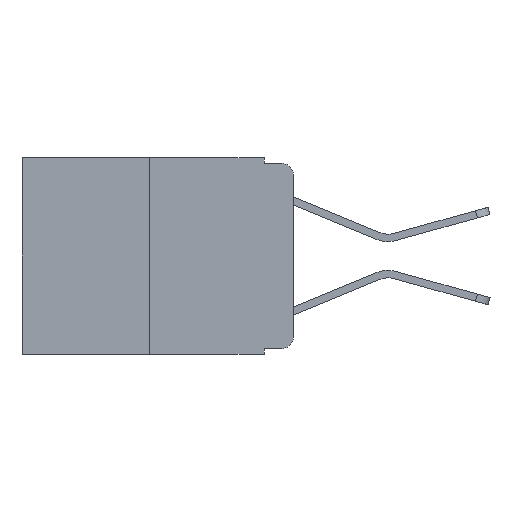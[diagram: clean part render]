
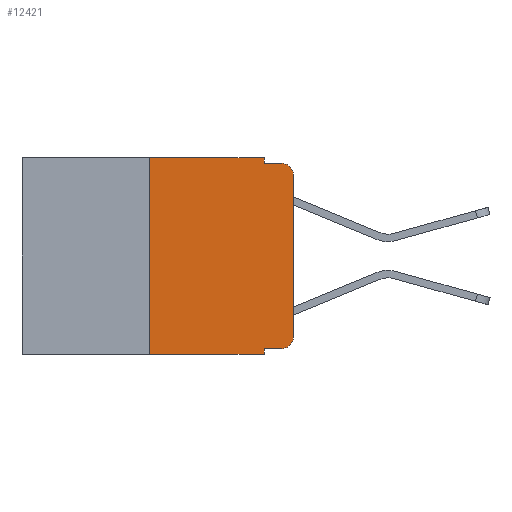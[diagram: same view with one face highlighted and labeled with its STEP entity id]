
A CAD part, left-side view. The second image highlights one B-rep face of the part: STEP entity #12421.
In plain terms, the highlighted planar face has unit normal (-1, 0, 0).
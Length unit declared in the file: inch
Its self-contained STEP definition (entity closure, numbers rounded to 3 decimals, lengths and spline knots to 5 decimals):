
#246 = CARTESIAN_POINT ( 'NONE',  ( 0., 0.051, -0.333 ) ) ;
#267 = AXIS2_PLACEMENT_3D ( 'NONE', #6285, #2775, #6521 ) ;
#554 = CARTESIAN_POINT ( 'NONE',  ( 0., 0., -0.03 ) ) ;
#1172 = DIRECTION ( 'NONE',  ( -1., 0., 0. ) ) ;
#1252 = DIRECTION ( 'NONE',  ( 0., 0., -1. ) ) ;
#1302 = DIRECTION ( 'NONE',  ( 1., 0., 0. ) ) ;
#1310 = CIRCLE ( 'NONE', #24099, 0.02 ) ;
#1389 = VECTOR ( 'NONE', #7536, 39.37008 ) ;
#1497 = ORIENTED_EDGE ( 'NONE', *, *, #11634, .T. ) ;
#1646 = EDGE_CURVE ( 'NONE', #18767, #20118, #16122, .T. ) ;
#1830 = ORIENTED_EDGE ( 'NONE', *, *, #21835, .T. ) ;
#2101 = DIRECTION ( 'NONE',  ( 0., -1., 0. ) ) ;
#2288 = EDGE_CURVE ( 'NONE', #13805, #18381, #4768, .T. ) ;
#2480 = LINE ( 'NONE', #14412, #7136 ) ;
#2576 = VECTOR ( 'NONE', #1252, 39.37008 ) ;
#2744 = CARTESIAN_POINT ( 'NONE',  ( 0., 0.25, -0.343 ) ) ;
#2775 = DIRECTION ( 'NONE',  ( -1., 0., 0. ) ) ;
#2971 = ORIENTED_EDGE ( 'NONE', *, *, #2288, .F. ) ;
#3071 = CARTESIAN_POINT ( 'NONE',  ( 0., 0.473, 0. ) ) ;
#3802 = VECTOR ( 'NONE', #2101, 39.37008 ) ;
#4665 = ORIENTED_EDGE ( 'NONE', *, *, #5317, .T. ) ;
#4768 = LINE ( 'NONE', #4814, #16395 ) ;
#4814 = CARTESIAN_POINT ( 'NONE',  ( 0., 0.473, 0. ) ) ;
#5147 = DIRECTION ( 'NONE',  ( 0., 0., -1. ) ) ;
#5317 = EDGE_CURVE ( 'NONE', #6116, #20118, #5936, .T. ) ;
#5650 = VECTOR ( 'NONE', #9885, 39.37008 ) ;
#5936 = LINE ( 'NONE', #17303, #5650 ) ;
#6116 = VERTEX_POINT ( 'NONE', #2744 ) ;
#6133 = VERTEX_POINT ( 'NONE', #10529 ) ;
#6285 = CARTESIAN_POINT ( 'NONE',  ( 0., 0.02, -0.313 ) ) ;
#6521 = DIRECTION ( 'NONE',  ( 0., 0., -1. ) ) ;
#6701 = EDGE_CURVE ( 'NONE', #18381, #7943, #17431, .T. ) ;
#6870 = LINE ( 'NONE', #9987, #18239 ) ;
#7136 = VECTOR ( 'NONE', #14500, 39.37008 ) ;
#7536 = DIRECTION ( 'NONE',  ( 0., -1., 0. ) ) ;
#7578 = DIRECTION ( 'NONE',  ( 0., 0., -1. ) ) ;
#7602 = EDGE_CURVE ( 'NONE', #6116, #13805, #6870, .T. ) ;
#7943 = VERTEX_POINT ( 'NONE', #12321 ) ;
#9683 = FACE_OUTER_BOUND ( 'NONE', #19864, .T. ) ;
#9885 = DIRECTION ( 'NONE',  ( 0., -1., 0. ) ) ;
#9987 = CARTESIAN_POINT ( 'NONE',  ( 0., 0.25, 0. ) ) ;
#10173 = CARTESIAN_POINT ( 'NONE',  ( 0., 0.25, 0. ) ) ;
#10264 = CARTESIAN_POINT ( 'NONE',  ( 0., 0.02, -0.01 ) ) ;
#10469 = CARTESIAN_POINT ( 'NONE',  ( 0., 0.051, 0. ) ) ;
#10529 = CARTESIAN_POINT ( 'NONE',  ( 0., 0., -0.313 ) ) ;
#10794 = CARTESIAN_POINT ( 'NONE',  ( 0., 0.02, -0.333 ) ) ;
#11115 = EDGE_CURVE ( 'NONE', #6133, #23769, #2480, .T. ) ;
#11289 = ORIENTED_EDGE ( 'NONE', *, *, #7602, .F. ) ;
#11479 = EDGE_CURVE ( 'NONE', #20986, #6133, #23418, .T. ) ;
#11603 = CARTESIAN_POINT ( 'NONE',  ( 0., 0.051, -0.333 ) ) ;
#11634 = EDGE_CURVE ( 'NONE', #23769, #22125, #1310, .T. ) ;
#12321 = CARTESIAN_POINT ( 'NONE',  ( 0., 0.051, -0.01 ) ) ;
#12413 = LINE ( 'NONE', #16878, #1389 ) ;
#12421 = ADVANCED_FACE ( 'NONE', ( #9683 ), #18293, .F. ) ;
#12438 = ORIENTED_EDGE ( 'NONE', *, *, #6701, .F. ) ;
#13325 = DIRECTION ( 'NONE',  ( 0., 0., 1. ) ) ;
#13805 = VERTEX_POINT ( 'NONE', #10173 ) ;
#14412 = CARTESIAN_POINT ( 'NONE',  ( 0., 0., 0. ) ) ;
#14500 = DIRECTION ( 'NONE',  ( 0., 0., 1. ) ) ;
#15530 = VECTOR ( 'NONE', #7578, 39.37008 ) ;
#15919 = CARTESIAN_POINT ( 'NONE',  ( 0., 0.02, -0.03 ) ) ;
#15991 = ORIENTED_EDGE ( 'NONE', *, *, #11479, .T. ) ;
#16056 = DIRECTION ( 'NONE',  ( 0., 0., -1. ) ) ;
#16122 = LINE ( 'NONE', #16676, #15530 ) ;
#16395 = VECTOR ( 'NONE', #21645, 39.37008 ) ;
#16676 = CARTESIAN_POINT ( 'NONE',  ( 0., 0.051, 0. ) ) ;
#16768 = AXIS2_PLACEMENT_3D ( 'NONE', #3071, #1302, #16056 ) ;
#16878 = CARTESIAN_POINT ( 'NONE',  ( 0., 0.051, -0.01 ) ) ;
#17303 = CARTESIAN_POINT ( 'NONE',  ( 0., 0.473, -0.343 ) ) ;
#17431 = LINE ( 'NONE', #10469, #2576 ) ;
#18131 = ORIENTED_EDGE ( 'NONE', *, *, #23633, .F. ) ;
#18237 = CARTESIAN_POINT ( 'NONE',  ( 0., 0.051, 0. ) ) ;
#18239 = VECTOR ( 'NONE', #13325, 39.37008 ) ;
#18293 = PLANE ( 'NONE',  #16768 ) ;
#18381 = VERTEX_POINT ( 'NONE', #18237 ) ;
#18498 = ORIENTED_EDGE ( 'NONE', *, *, #1646, .F. ) ;
#18767 = VERTEX_POINT ( 'NONE', #11603 ) ;
#19105 = CARTESIAN_POINT ( 'NONE',  ( 0., 0.051, -0.343 ) ) ;
#19210 = LINE ( 'NONE', #246, #3802 ) ;
#19513 = ORIENTED_EDGE ( 'NONE', *, *, #11115, .T. ) ;
#19864 = EDGE_LOOP ( 'NONE', ( #19513, #1497, #18131, #12438, #2971, #11289, #4665, #18498, #1830, #15991 ) ) ;
#20118 = VERTEX_POINT ( 'NONE', #19105 ) ;
#20986 = VERTEX_POINT ( 'NONE', #10794 ) ;
#21645 = DIRECTION ( 'NONE',  ( 0., -1., 0. ) ) ;
#21835 = EDGE_CURVE ( 'NONE', #18767, #20986, #19210, .T. ) ;
#22125 = VERTEX_POINT ( 'NONE', #10264 ) ;
#23418 = CIRCLE ( 'NONE', #267, 0.02 ) ;
#23633 = EDGE_CURVE ( 'NONE', #7943, #22125, #12413, .T. ) ;
#23769 = VERTEX_POINT ( 'NONE', #554 ) ;
#24099 = AXIS2_PLACEMENT_3D ( 'NONE', #15919, #1172, #5147 ) ;
